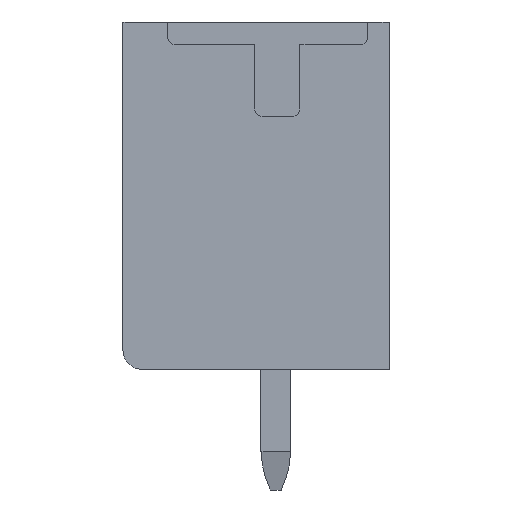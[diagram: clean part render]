
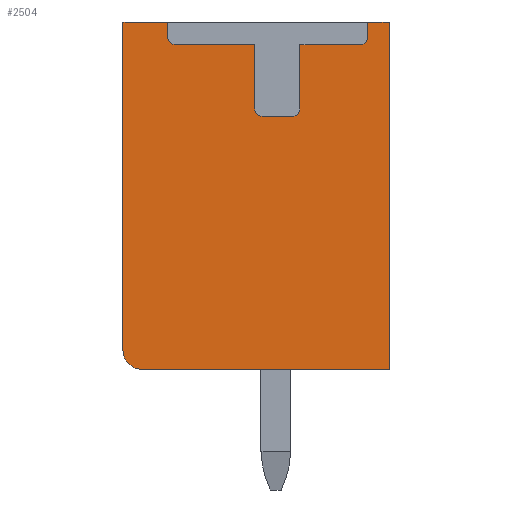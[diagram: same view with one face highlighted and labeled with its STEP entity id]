
A CAD part, left-side view. The second image highlights one B-rep face of the part: STEP entity #2504.
In plain terms, the highlighted planar face has unit normal (-1, 0, 0).
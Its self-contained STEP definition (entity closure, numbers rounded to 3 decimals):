
#2389=AXIS2_PLACEMENT_3D('Plane Axis2P3D',#2386,#2387,#2388) ;
#2400=AXIS2_PLACEMENT_3D('Circle Axis2P3D',#2398,#2399,$) ;
#2419=AXIS2_PLACEMENT_3D('Circle Axis2P3D',#2417,#2418,$) ;
#2440=AXIS2_PLACEMENT_3D('Circle Axis2P3D',#2438,#2439,$) ;
#2454=AXIS2_PLACEMENT_3D('Circle Axis2P3D',#2452,#2453,$) ;
#2475=AXIS2_PLACEMENT_3D('Circle Axis2P3D',#2473,#2474,$) ;
#824=CARTESIAN_POINT('Vertex',(0.3,0.56,12.4)) ;
#829=CARTESIAN_POINT('Line Origine',(0.3,0.28,12.4)) ;
#833=CARTESIAN_POINT('Vertex',(0.3,0.,12.4)) ;
#882=CARTESIAN_POINT('Vertex',(0.3,7.05,12.4)) ;
#885=CARTESIAN_POINT('Line Origine',(0.3,6.455,12.4)) ;
#889=CARTESIAN_POINT('Vertex',(0.3,5.86,12.4)) ;
#2363=CARTESIAN_POINT('Vertex',(0.3,0.56,12.)) ;
#2368=CARTESIAN_POINT('Line Origine',(0.3,0.56,12.2)) ;
#2386=CARTESIAN_POINT('Axis2P3D Location',(0.3,0.,0.)) ;
#2391=CARTESIAN_POINT('Line Origine',(0.3,7.05,8.05)) ;
#2395=CARTESIAN_POINT('Vertex',(0.3,7.05,3.7)) ;
#2398=CARTESIAN_POINT('Axis2P3D Location',(0.3,6.55,3.7)) ;
#2402=CARTESIAN_POINT('Vertex',(0.3,6.55,3.2)) ;
#2405=CARTESIAN_POINT('Line Origine',(0.3,3.275,3.2)) ;
#2409=CARTESIAN_POINT('Vertex',(0.3,0.,3.2)) ;
#2412=CARTESIAN_POINT('Line Origine',(0.3,0.,7.8)) ;
#2417=CARTESIAN_POINT('Axis2P3D Location',(0.3,0.76,12.)) ;
#2421=CARTESIAN_POINT('Vertex',(0.3,0.76,11.8)) ;
#2424=CARTESIAN_POINT('Line Origine',(0.3,1.56,11.8)) ;
#2428=CARTESIAN_POINT('Vertex',(0.3,2.36,11.8)) ;
#2431=CARTESIAN_POINT('Line Origine',(0.3,2.36,10.95)) ;
#2435=CARTESIAN_POINT('Vertex',(0.3,2.36,10.1)) ;
#2438=CARTESIAN_POINT('Axis2P3D Location',(0.3,2.56,10.1)) ;
#2442=CARTESIAN_POINT('Vertex',(0.3,2.56,9.9)) ;
#2445=CARTESIAN_POINT('Line Origine',(0.3,2.96,9.9)) ;
#2449=CARTESIAN_POINT('Vertex',(0.3,3.36,9.9)) ;
#2452=CARTESIAN_POINT('Axis2P3D Location',(0.3,3.36,10.1)) ;
#2456=CARTESIAN_POINT('Vertex',(0.3,3.56,10.1)) ;
#2459=CARTESIAN_POINT('Line Origine',(0.3,3.56,10.95)) ;
#2463=CARTESIAN_POINT('Vertex',(0.3,3.56,11.8)) ;
#2466=CARTESIAN_POINT('Line Origine',(0.3,4.61,11.8)) ;
#2470=CARTESIAN_POINT('Vertex',(0.3,5.66,11.8)) ;
#2473=CARTESIAN_POINT('Axis2P3D Location',(0.3,5.66,12.)) ;
#2477=CARTESIAN_POINT('Vertex',(0.3,5.86,12.)) ;
#2480=CARTESIAN_POINT('Line Origine',(0.3,5.86,12.2)) ;
#830=DIRECTION('Vector Direction',(0.,-1.,0.)) ;
#886=DIRECTION('Vector Direction',(0.,-1.,0.)) ;
#2369=DIRECTION('Vector Direction',(0.,0.,-1.)) ;
#2387=DIRECTION('Axis2P3D Direction',(-1.,0.,0.)) ;
#2388=DIRECTION('Axis2P3D XDirection',(0.,-1.,0.)) ;
#2392=DIRECTION('Vector Direction',(0.,0.,1.)) ;
#2399=DIRECTION('Axis2P3D Direction',(-1.,0.,0.)) ;
#2406=DIRECTION('Vector Direction',(0.,1.,0.)) ;
#2413=DIRECTION('Vector Direction',(0.,0.,-1.)) ;
#2418=DIRECTION('Axis2P3D Direction',(-1.,0.,0.)) ;
#2425=DIRECTION('Vector Direction',(0.,1.,0.)) ;
#2432=DIRECTION('Vector Direction',(0.,0.,-1.)) ;
#2439=DIRECTION('Axis2P3D Direction',(-1.,0.,0.)) ;
#2446=DIRECTION('Vector Direction',(0.,1.,0.)) ;
#2453=DIRECTION('Axis2P3D Direction',(-1.,0.,0.)) ;
#2460=DIRECTION('Vector Direction',(0.,0.,1.)) ;
#2467=DIRECTION('Vector Direction',(0.,1.,0.)) ;
#2474=DIRECTION('Axis2P3D Direction',(-1.,0.,0.)) ;
#2481=DIRECTION('Vector Direction',(0.,0.,1.)) ;
#831=VECTOR('Line Direction',#830,1.) ;
#887=VECTOR('Line Direction',#886,1.) ;
#2370=VECTOR('Line Direction',#2369,1.) ;
#2393=VECTOR('Line Direction',#2392,1.) ;
#2407=VECTOR('Line Direction',#2406,1.) ;
#2414=VECTOR('Line Direction',#2413,1.) ;
#2426=VECTOR('Line Direction',#2425,1.) ;
#2433=VECTOR('Line Direction',#2432,1.) ;
#2447=VECTOR('Line Direction',#2446,1.) ;
#2461=VECTOR('Line Direction',#2460,1.) ;
#2468=VECTOR('Line Direction',#2467,1.) ;
#2482=VECTOR('Line Direction',#2481,1.) ;
#2486=ORIENTED_EDGE('',*,*,#891,.T.) ;
#2487=ORIENTED_EDGE('',*,*,#2397,.T.) ;
#2488=ORIENTED_EDGE('',*,*,#2404,.T.) ;
#2489=ORIENTED_EDGE('',*,*,#2411,.T.) ;
#2490=ORIENTED_EDGE('',*,*,#2416,.T.) ;
#2491=ORIENTED_EDGE('',*,*,#835,.T.) ;
#2492=ORIENTED_EDGE('',*,*,#2372,.F.) ;
#2493=ORIENTED_EDGE('',*,*,#2423,.F.) ;
#2494=ORIENTED_EDGE('',*,*,#2430,.F.) ;
#2495=ORIENTED_EDGE('',*,*,#2437,.F.) ;
#2496=ORIENTED_EDGE('',*,*,#2444,.F.) ;
#2497=ORIENTED_EDGE('',*,*,#2451,.F.) ;
#2498=ORIENTED_EDGE('',*,*,#2458,.F.) ;
#2499=ORIENTED_EDGE('',*,*,#2465,.F.) ;
#2500=ORIENTED_EDGE('',*,*,#2472,.F.) ;
#2501=ORIENTED_EDGE('',*,*,#2479,.F.) ;
#2502=ORIENTED_EDGE('',*,*,#2484,.F.) ;
#2504=ADVANCED_FACE('HOUSING',(#2503),#2390,.T.) ;
#2401=CIRCLE('generated circle',#2400,0.5) ;
#2420=CIRCLE('generated circle',#2419,0.2) ;
#2441=CIRCLE('generated circle',#2440,0.2) ;
#2455=CIRCLE('generated circle',#2454,0.2) ;
#2476=CIRCLE('generated circle',#2475,0.2) ;
#835=EDGE_CURVE('',#834,#825,#832,.F.) ;
#891=EDGE_CURVE('',#890,#883,#888,.F.) ;
#2372=EDGE_CURVE('',#2364,#825,#2371,.F.) ;
#2397=EDGE_CURVE('',#883,#2396,#2394,.F.) ;
#2404=EDGE_CURVE('',#2396,#2403,#2401,.T.) ;
#2411=EDGE_CURVE('',#2403,#2410,#2408,.F.) ;
#2416=EDGE_CURVE('',#2410,#834,#2415,.F.) ;
#2423=EDGE_CURVE('',#2422,#2364,#2420,.T.) ;
#2430=EDGE_CURVE('',#2429,#2422,#2427,.F.) ;
#2437=EDGE_CURVE('',#2436,#2429,#2434,.F.) ;
#2444=EDGE_CURVE('',#2443,#2436,#2441,.T.) ;
#2451=EDGE_CURVE('',#2450,#2443,#2448,.F.) ;
#2458=EDGE_CURVE('',#2457,#2450,#2455,.T.) ;
#2465=EDGE_CURVE('',#2464,#2457,#2462,.F.) ;
#2472=EDGE_CURVE('',#2471,#2464,#2469,.F.) ;
#2479=EDGE_CURVE('',#2478,#2471,#2476,.T.) ;
#2484=EDGE_CURVE('',#890,#2478,#2483,.F.) ;
#2485=EDGE_LOOP('',(#2486,#2487,#2488,#2489,#2490,#2491,#2492,#2493,#2494,#2495,#2496,#2497,#2498,#2499,#2500,#2501,#2502)) ;
#2503=FACE_OUTER_BOUND('',#2485,.T.) ;
#832=LINE('Line',#829,#831) ;
#888=LINE('Line',#885,#887) ;
#2371=LINE('Line',#2368,#2370) ;
#2394=LINE('Line',#2391,#2393) ;
#2408=LINE('Line',#2405,#2407) ;
#2415=LINE('Line',#2412,#2414) ;
#2427=LINE('Line',#2424,#2426) ;
#2434=LINE('Line',#2431,#2433) ;
#2448=LINE('Line',#2445,#2447) ;
#2462=LINE('Line',#2459,#2461) ;
#2469=LINE('Line',#2466,#2468) ;
#2483=LINE('Line',#2480,#2482) ;
#2390=PLANE('',#2389) ;
#825=VERTEX_POINT('',#824) ;
#834=VERTEX_POINT('',#833) ;
#883=VERTEX_POINT('',#882) ;
#890=VERTEX_POINT('',#889) ;
#2364=VERTEX_POINT('',#2363) ;
#2396=VERTEX_POINT('',#2395) ;
#2403=VERTEX_POINT('',#2402) ;
#2410=VERTEX_POINT('',#2409) ;
#2422=VERTEX_POINT('',#2421) ;
#2429=VERTEX_POINT('',#2428) ;
#2436=VERTEX_POINT('',#2435) ;
#2443=VERTEX_POINT('',#2442) ;
#2450=VERTEX_POINT('',#2449) ;
#2457=VERTEX_POINT('',#2456) ;
#2464=VERTEX_POINT('',#2463) ;
#2471=VERTEX_POINT('',#2470) ;
#2478=VERTEX_POINT('',#2477) ;
